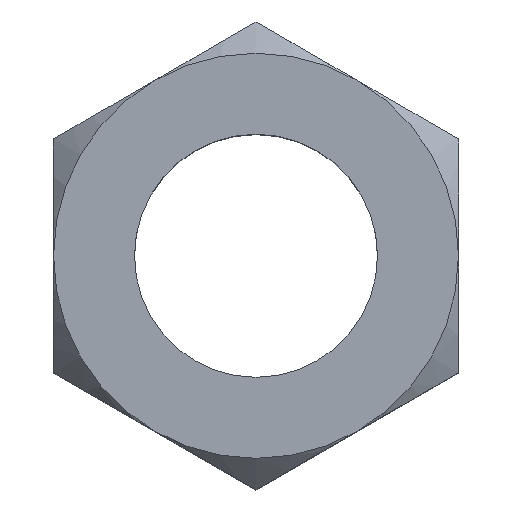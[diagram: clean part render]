
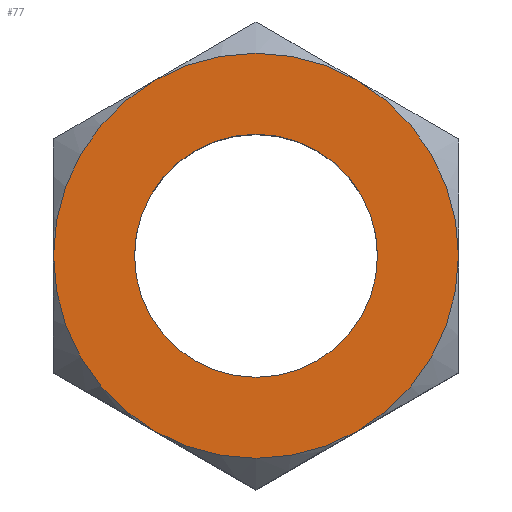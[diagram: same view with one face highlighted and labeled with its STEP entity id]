
A CAD part, top view. The second image highlights one B-rep face of the part: STEP entity #77.
In plain terms, the highlighted planar face has unit normal (0, 0, 1).
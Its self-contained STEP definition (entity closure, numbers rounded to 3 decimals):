
#5 = DIRECTION ( 'NONE',  ( 0., 0., -1. ) ) ;
#6 = EDGE_CURVE ( 'NONE', #404, #563, #451, .T. ) ;
#23 = DIRECTION ( 'NONE',  ( 1., 0., 0. ) ) ;
#28 = EDGE_CURVE ( 'NONE', #484, #614, #175, .T. ) ;
#44 = ORIENTED_EDGE ( 'NONE', *, *, #6, .T. ) ;
#49 = ORIENTED_EDGE ( 'NONE', *, *, #585, .T. ) ;
#60 = ORIENTED_EDGE ( 'NONE', *, *, #257, .T. ) ;
#61 = DIRECTION ( 'NONE',  ( -1., 0., 0. ) ) ;
#65 = CARTESIAN_POINT ( 'NONE',  ( -8.5, 0., 0. ) ) ;
#70 = EDGE_CURVE ( 'NONE', #488, #484, #287, .T. ) ;
#77 = ADVANCED_FACE ( 'NONE', ( #197, #601 ), #97, .T. ) ;
#79 = DIRECTION ( 'NONE',  ( 1., 0., 0. ) ) ;
#81 = CIRCLE ( 'NONE', #282, 5.1 ) ;
#87 = CARTESIAN_POINT ( 'NONE',  ( -4.25, 7.361, 0. ) ) ;
#88 = AXIS2_PLACEMENT_3D ( 'NONE', #548, #560, #655 ) ;
#97 = PLANE ( 'NONE',  #579 ) ;
#126 = CARTESIAN_POINT ( 'NONE',  ( 0., 0., 0. ) ) ;
#127 = CIRCLE ( 'NONE', #717, 5.1 ) ;
#150 = CARTESIAN_POINT ( 'NONE',  ( 0., 0., 0. ) ) ;
#175 = CIRCLE ( 'NONE', #336, 8.5 ) ;
#197 = FACE_OUTER_BOUND ( 'NONE', #544, .T. ) ;
#198 = VERTEX_POINT ( 'NONE', #502 ) ;
#200 = CARTESIAN_POINT ( 'NONE',  ( 0., 0., 0. ) ) ;
#223 = ORIENTED_EDGE ( 'NONE', *, *, #28, .T. ) ;
#232 = DIRECTION ( 'NONE',  ( 1., 0., 0. ) ) ;
#257 = EDGE_CURVE ( 'NONE', #563, #488, #530, .T. ) ;
#260 = DIRECTION ( 'NONE',  ( 1., 0., 0. ) ) ;
#263 = ORIENTED_EDGE ( 'NONE', *, *, #70, .T. ) ;
#277 = EDGE_CURVE ( 'NONE', #343, #306, #127, .T. ) ;
#282 = AXIS2_PLACEMENT_3D ( 'NONE', #126, #578, #61 ) ;
#287 = CIRCLE ( 'NONE', #320, 8.5 ) ;
#306 = VERTEX_POINT ( 'NONE', #534 ) ;
#320 = AXIS2_PLACEMENT_3D ( 'NONE', #661, #387, #23 ) ;
#331 = CARTESIAN_POINT ( 'NONE',  ( 4.25, -7.361, 0. ) ) ;
#336 = AXIS2_PLACEMENT_3D ( 'NONE', #490, #487, #644 ) ;
#343 = VERTEX_POINT ( 'NONE', #397 ) ;
#356 = CARTESIAN_POINT ( 'NONE',  ( 8.5, 0., 0. ) ) ;
#358 = CIRCLE ( 'NONE', #458, 8.5 ) ;
#370 = DIRECTION ( 'NONE',  ( 0., 0., 1. ) ) ;
#383 = EDGE_CURVE ( 'NONE', #198, #404, #607, .T. ) ;
#387 = DIRECTION ( 'NONE',  ( 0., 0., 1. ) ) ;
#397 = CARTESIAN_POINT ( 'NONE',  ( -5.1, 0., 0. ) ) ;
#400 = ORIENTED_EDGE ( 'NONE', *, *, #277, .T. ) ;
#404 = VERTEX_POINT ( 'NONE', #87 ) ;
#424 = CARTESIAN_POINT ( 'NONE',  ( 0., 0., 0. ) ) ;
#436 = DIRECTION ( 'NONE',  ( 1., 0., 0. ) ) ;
#451 = CIRCLE ( 'NONE', #567, 8.5 ) ;
#458 = AXIS2_PLACEMENT_3D ( 'NONE', #464, #738, #232 ) ;
#464 = CARTESIAN_POINT ( 'NONE',  ( 0., 0., 0. ) ) ;
#484 = VERTEX_POINT ( 'NONE', #331 ) ;
#487 = DIRECTION ( 'NONE',  ( 0., 0., 1. ) ) ;
#488 = VERTEX_POINT ( 'NONE', #552 ) ;
#490 = CARTESIAN_POINT ( 'NONE',  ( 0., 0., 0. ) ) ;
#500 = EDGE_LOOP ( 'NONE', ( #400, #49 ) ) ;
#502 = CARTESIAN_POINT ( 'NONE',  ( 4.25, 7.361, 0. ) ) ;
#526 = ORIENTED_EDGE ( 'NONE', *, *, #604, .T. ) ;
#530 = CIRCLE ( 'NONE', #643, 8.5 ) ;
#534 = CARTESIAN_POINT ( 'NONE',  ( 5.1, 0., 0. ) ) ;
#541 = DIRECTION ( 'NONE',  ( -1., 0., 0. ) ) ;
#544 = EDGE_LOOP ( 'NONE', ( #526, #698, #44, #60, #263, #223 ) ) ;
#548 = CARTESIAN_POINT ( 'NONE',  ( 0., 0., 0. ) ) ;
#552 = CARTESIAN_POINT ( 'NONE',  ( -4.25, -7.361, 0. ) ) ;
#560 = DIRECTION ( 'NONE',  ( 0., 0., 1. ) ) ;
#563 = VERTEX_POINT ( 'NONE', #65 ) ;
#567 = AXIS2_PLACEMENT_3D ( 'NONE', #150, #590, #436 ) ;
#578 = DIRECTION ( 'NONE',  ( 0., 0., -1. ) ) ;
#579 = AXIS2_PLACEMENT_3D ( 'NONE', #424, #370, #79 ) ;
#585 = EDGE_CURVE ( 'NONE', #306, #343, #81, .T. ) ;
#589 = DIRECTION ( 'NONE',  ( 0., 0., 1. ) ) ;
#590 = DIRECTION ( 'NONE',  ( 0., 0., 1. ) ) ;
#601 = FACE_BOUND ( 'NONE', #500, .T. ) ;
#604 = EDGE_CURVE ( 'NONE', #614, #198, #358, .T. ) ;
#607 = CIRCLE ( 'NONE', #88, 8.5 ) ;
#614 = VERTEX_POINT ( 'NONE', #356 ) ;
#643 = AXIS2_PLACEMENT_3D ( 'NONE', #701, #589, #260 ) ;
#644 = DIRECTION ( 'NONE',  ( 1., 0., 0. ) ) ;
#655 = DIRECTION ( 'NONE',  ( 1., 0., 0. ) ) ;
#661 = CARTESIAN_POINT ( 'NONE',  ( 0., 0., 0. ) ) ;
#698 = ORIENTED_EDGE ( 'NONE', *, *, #383, .T. ) ;
#701 = CARTESIAN_POINT ( 'NONE',  ( 0., 0., 0. ) ) ;
#717 = AXIS2_PLACEMENT_3D ( 'NONE', #200, #5, #541 ) ;
#738 = DIRECTION ( 'NONE',  ( 0., 0., 1. ) ) ;
